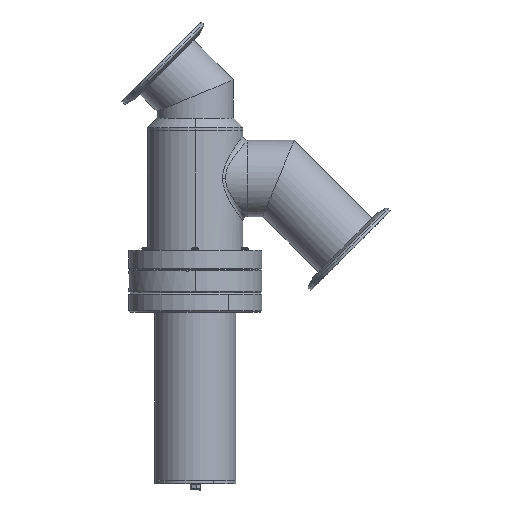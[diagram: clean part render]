
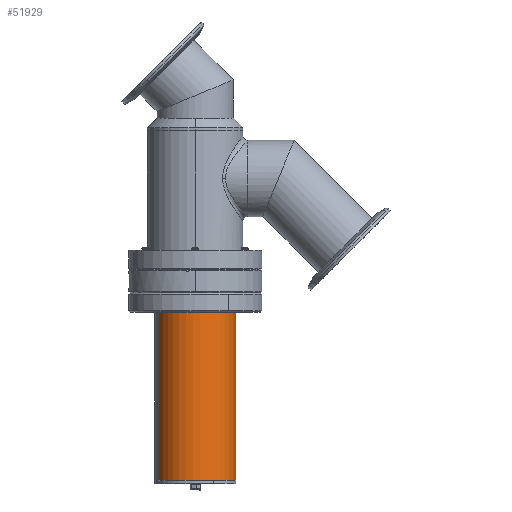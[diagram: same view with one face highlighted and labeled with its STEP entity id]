
A CAD part, front view. The second image highlights one B-rep face of the part: STEP entity #51929.
In plain terms, the highlighted cylindrical face has radius 26.988 mm (diameter 53.975 mm), a partial arc.
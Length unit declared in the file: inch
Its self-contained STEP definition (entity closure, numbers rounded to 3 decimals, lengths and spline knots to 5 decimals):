
#1143 = AXIS2_PLACEMENT_3D ( 'NONE', #45414, #3194, #58667 ) ;
#3194 = DIRECTION ( 'NONE',  ( 0., 0., -1. ) ) ;
#5315 = VECTOR ( 'NONE', #10638, 39.37008 ) ;
#6329 = CIRCLE ( 'NONE', #17151, 1.0625 ) ;
#8817 = ORIENTED_EDGE ( 'NONE', *, *, #52038, .F. ) ;
#10039 = DIRECTION ( 'NONE',  ( 0.892, 0.453, 0. ) ) ;
#10089 = CARTESIAN_POINT ( 'NONE',  ( -0.86605, 0.78651, -8.58446 ) ) ;
#10638 = DIRECTION ( 'NONE',  ( 0., 0., -1. ) ) ;
#13442 = DIRECTION ( 'NONE',  ( 0.892, 0.453, 0. ) ) ;
#15570 = CARTESIAN_POINT ( 'NONE',  ( -0.86605, 0.78651, -3.87005 ) ) ;
#17151 = AXIS2_PLACEMENT_3D ( 'NONE', #32869, #56873, #10039 ) ;
#19344 = VERTEX_POINT ( 'NONE', #41259 ) ;
#20060 = AXIS2_PLACEMENT_3D ( 'NONE', #42392, #37776, #13442 ) ;
#20809 = LINE ( 'NONE', #15570, #5315 ) ;
#21942 = EDGE_CURVE ( 'NONE', #43446, #19344, #54488, .T. ) ;
#22328 = VERTEX_POINT ( 'NONE', #10089 ) ;
#22924 = EDGE_CURVE ( 'NONE', #28919, #43446, #35163, .T. ) ;
#23614 = EDGE_LOOP ( 'NONE', ( #29454, #53489, #57117, #8817 ) ) ;
#28919 = VERTEX_POINT ( 'NONE', #51030 ) ;
#29454 = ORIENTED_EDGE ( 'NONE', *, *, #22924, .T. ) ;
#32869 = CARTESIAN_POINT ( 'NONE',  ( -1.81348, 0.30559, -8.58446 ) ) ;
#33192 = VECTOR ( 'NONE', #59428, 39.37008 ) ;
#35163 = CIRCLE ( 'NONE', #1143, 1.0625 ) ;
#37776 = DIRECTION ( 'NONE',  ( 0., 0., -1. ) ) ;
#41259 = CARTESIAN_POINT ( 'NONE',  ( -2.76091, -0.17533, -8.58446 ) ) ;
#42392 = CARTESIAN_POINT ( 'NONE',  ( -1.81348, 0.30559, -3.87005 ) ) ;
#43446 = VERTEX_POINT ( 'NONE', #59940 ) ;
#45414 = CARTESIAN_POINT ( 'NONE',  ( -1.81348, 0.30559, -3.87065 ) ) ;
#49558 = CARTESIAN_POINT ( 'NONE',  ( -2.76091, -0.17533, -3.87005 ) ) ;
#51007 = FACE_OUTER_BOUND ( 'NONE', #23614, .T. ) ;
#51030 = CARTESIAN_POINT ( 'NONE',  ( -0.86605, 0.78651, -3.87065 ) ) ;
#51317 = CYLINDRICAL_SURFACE ( 'NONE', #20060, 1.0625 ) ;
#51929 = ADVANCED_FACE ( 'NONE', ( #51007 ), #51317, .T. ) ;
#52038 = EDGE_CURVE ( 'NONE', #28919, #22328, #20809, .T. ) ;
#53489 = ORIENTED_EDGE ( 'NONE', *, *, #21942, .T. ) ;
#53560 = EDGE_CURVE ( 'NONE', #22328, #19344, #6329, .T. ) ;
#54488 = LINE ( 'NONE', #49558, #33192 ) ;
#56873 = DIRECTION ( 'NONE',  ( 0., 0., -1. ) ) ;
#57117 = ORIENTED_EDGE ( 'NONE', *, *, #53560, .F. ) ;
#58667 = DIRECTION ( 'NONE',  ( 0.892, 0.453, 0. ) ) ;
#59428 = DIRECTION ( 'NONE',  ( 0., 0., -1. ) ) ;
#59940 = CARTESIAN_POINT ( 'NONE',  ( -2.76091, -0.17533, -3.87065 ) ) ;
